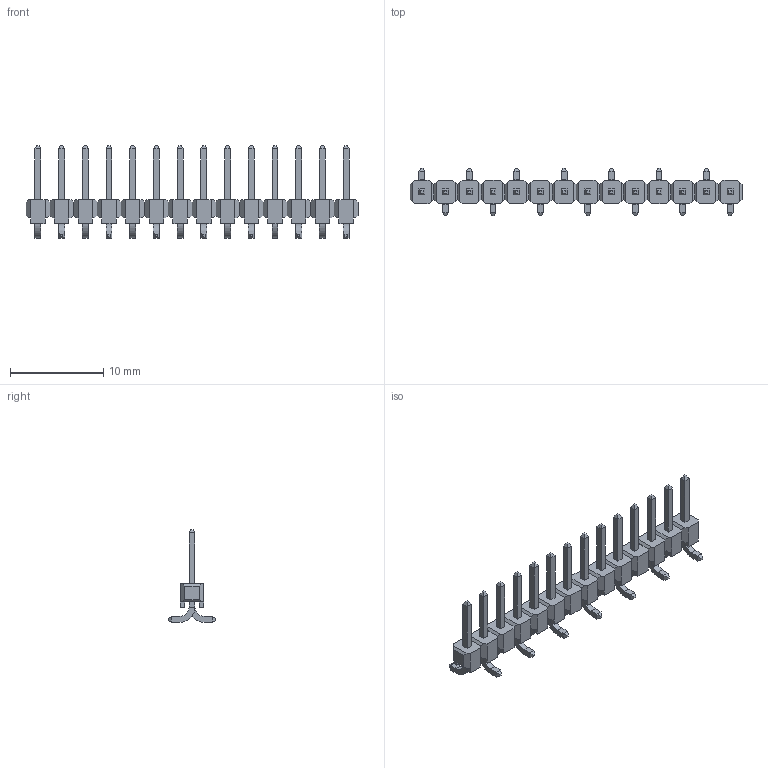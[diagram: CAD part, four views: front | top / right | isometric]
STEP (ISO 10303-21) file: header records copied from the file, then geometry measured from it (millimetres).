
FILE_DESCRIPTION(/* description */ (''),/* implementation_level */ '2;1');
FILE_NAME(/* name */ '2.54_5P_SMD_HDR.step',/* time_stamp */ '2023-10-03T10:21:43-04:00',/* author */ (''),/* organization */ (''),/* preprocessor_version */ 'ST-DEVELOPER v20',/* originating_system */ 'Autodesk Translation Framework v12.14.0.127',/* authorisation */ '');
FILE_SCHEMA (('AUTOMOTIVE_DESIGN { 1 0 10303 214 3 1 1 }'));
Length unit declared in the file: millimetre
Products named in the file (2): SMD 2.54mm Header; 2.54_SMD_PH_14
Assembly tree (1 placements, depth 2):
  SMD 2.54mm Header
    2.54_SMD_PH_14
Bounding box: 35.56 x 5.08 x 9.93 mm (x, y, z)
Volume: 224.9 mm3; surface area: 736.3 mm2
Topology: 1 solids, 1 shells, 646 faces, 1628 edges, 1012 vertices
Faces by surface type: plane 618, cylinder 28
Entity records: 19111 total; most frequent: CARTESIAN_POINT 3289, ORIENTED_EDGE 3256, DIRECTION 2982, EDGE_CURVE 1628, LINE 1572, VECTOR 1572, VERTEX_POINT 1012, AXIS2_PLACEMENT_3D 705
